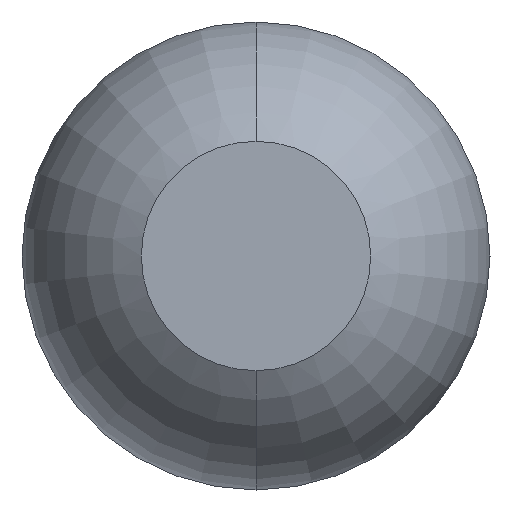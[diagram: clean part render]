
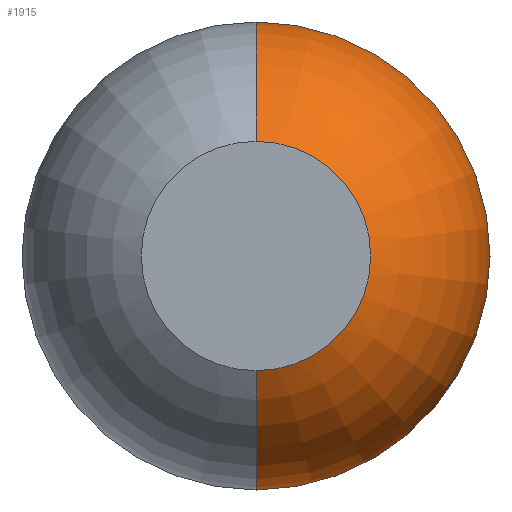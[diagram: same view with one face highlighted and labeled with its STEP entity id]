
A CAD part, front view. The second image highlights one B-rep face of the part: STEP entity #1915.
In plain terms, the highlighted toroidal (fillet/blend) face has major radius 0.01 mm and minor radius 0.5 mm.
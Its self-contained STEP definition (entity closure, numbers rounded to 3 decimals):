
#209 = DIRECTION ( 'NONE',  ( 0., 0., -1. ) ) ;
#253 = DIRECTION ( 'NONE',  ( 0., 0., 1. ) ) ;
#344 = ORIENTED_EDGE ( 'NONE', *, *, #2093, .T. ) ;
#507 = EDGE_CURVE ( 'NONE', #1002, #3222, #1581, .T. ) ;
#530 = DIRECTION ( 'NONE',  ( 0., -1., 0. ) ) ;
#546 = ORIENTED_EDGE ( 'NONE', *, *, #2496, .T. ) ;
#625 = AXIS2_PLACEMENT_3D ( 'NONE', #3456, #2822, #2549 ) ;
#681 = DIRECTION ( 'NONE',  ( 0., 0., 1. ) ) ;
#845 = CIRCLE ( 'NONE', #2629, 0.51 ) ;
#1002 = VERTEX_POINT ( 'NONE', #1419 ) ;
#1059 = CIRCLE ( 'NONE', #1615, 0.25 ) ;
#1144 = AXIS2_PLACEMENT_3D ( 'NONE', #3829, #2935, #253 ) ;
#1419 = CARTESIAN_POINT ( 'NONE',  ( 0., -24.961, 0.51 ) ) ;
#1542 = CARTESIAN_POINT ( 'NONE',  ( 0., -24.961, 0.01 ) ) ;
#1552 = VERTEX_POINT ( 'NONE', #3403 ) ;
#1581 = CIRCLE ( 'NONE', #2770, 0.5 ) ;
#1615 = AXIS2_PLACEMENT_3D ( 'NONE', #1859, #3031, #681 ) ;
#1844 = DIRECTION ( 'NONE',  ( 0., 0., -1. ) ) ;
#1859 = CARTESIAN_POINT ( 'NONE',  ( 0., -25.4, 0. ) ) ;
#1915 = ADVANCED_FACE ( 'Defeature ausgef�hrt1_0', ( #2838 ), #3863, .T. ) ;
#2093 = EDGE_CURVE ( 'Defeature ausgef�hrt1_0+Defeature ausgef�hrt1_6+Defeature ausgef�hrt1_6+Defeature ausgef�hrt1_6', #3469, #1002, #845, .T. ) ;
#2495 = EDGE_LOOP ( 'NONE', ( #344, #2975, #546, #2644 ) ) ;
#2496 = EDGE_CURVE ( 'Defeature ausgef�hrt1_0+Defeature ausgef�hrt1_10+Defeature ausgef�hrt1_10+Defeature ausgef�hrt1_10', #3222, #1552, #1059, .T. ) ;
#2549 = DIRECTION ( 'NONE',  ( 0., 0., -1. ) ) ;
#2613 = CARTESIAN_POINT ( 'NONE',  ( 0., -24.961, 0. ) ) ;
#2616 = CIRCLE ( 'NONE', #1144, 0.5 ) ;
#2629 = AXIS2_PLACEMENT_3D ( 'NONE', #2613, #530, #209 ) ;
#2644 = ORIENTED_EDGE ( 'NONE', *, *, #2719, .F. ) ;
#2719 = EDGE_CURVE ( 'NONE', #3469, #1552, #2616, .T. ) ;
#2749 = CARTESIAN_POINT ( 'NONE',  ( 0., -25.4, 0.25 ) ) ;
#2770 = AXIS2_PLACEMENT_3D ( 'NONE', #1542, #3634, #1844 ) ;
#2822 = DIRECTION ( 'NONE',  ( 0., -1., 0. ) ) ;
#2838 = FACE_OUTER_BOUND ( 'NONE', #2495, .T. ) ;
#2935 = DIRECTION ( 'NONE',  ( -1., 0., 0. ) ) ;
#2975 = ORIENTED_EDGE ( 'NONE', *, *, #507, .T. ) ;
#3031 = DIRECTION ( 'NONE',  ( 0., 1., 0. ) ) ;
#3222 = VERTEX_POINT ( 'NONE', #2749 ) ;
#3403 = CARTESIAN_POINT ( 'NONE',  ( 0., -25.4, -0.25 ) ) ;
#3456 = CARTESIAN_POINT ( 'NONE',  ( 0., -24.961, 0. ) ) ;
#3469 = VERTEX_POINT ( 'NONE', #3748 ) ;
#3634 = DIRECTION ( 'NONE',  ( 1., 0., 0. ) ) ;
#3748 = CARTESIAN_POINT ( 'NONE',  ( 0., -24.961, -0.51 ) ) ;
#3829 = CARTESIAN_POINT ( 'NONE',  ( 0., -24.961, -0.01 ) ) ;
#3863 = TOROIDAL_SURFACE ( 'NONE', #625, 0.01, 0.5 ) ;
